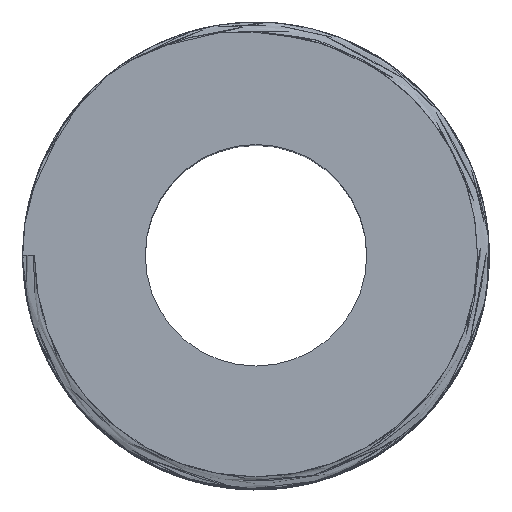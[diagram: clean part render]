
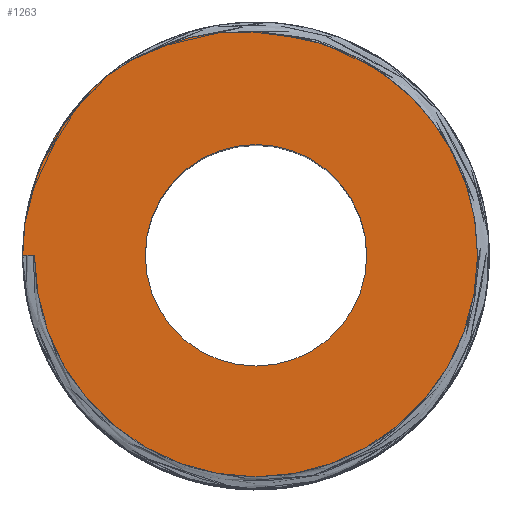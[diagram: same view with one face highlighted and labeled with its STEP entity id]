
A CAD part, top view. The second image highlights one B-rep face of the part: STEP entity #1263.
In plain terms, the highlighted planar face has unit normal (0, 0, 1).
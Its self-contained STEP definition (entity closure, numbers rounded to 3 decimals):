
#5 = CARTESIAN_POINT ( 'NONE',  ( -8.424, 0., 30. ) ) ;
#87 = PLANE ( 'NONE',  #4744 ) ;
#124 = VERTEX_POINT ( 'NONE', #3586 ) ;
#245 = CARTESIAN_POINT ( 'NONE',  ( -4.444, 7.098, 30. ) ) ;
#271 = CARTESIAN_POINT ( 'NONE',  ( 0.5, 8.041, 30. ) ) ;
#297 = CARTESIAN_POINT ( 'NONE',  ( -1.757, 7.989, 30. ) ) ;
#481 = CIRCLE ( 'NONE', #2272, 4. ) ;
#553 = EDGE_CURVE ( 'NONE', #2680, #3821, #481, .T. ) ;
#670 = DIRECTION ( 'NONE',  ( 1., 0., 0. ) ) ;
#690 = CARTESIAN_POINT ( 'NONE',  ( -2.041, 7.94, 30. ) ) ;
#745 = CARTESIAN_POINT ( 'NONE',  ( -8.21, 0., 30. ) ) ;
#928 = AXIS2_PLACEMENT_3D ( 'NONE', #2489, #1779, #2074 ) ;
#1011 = DIRECTION ( 'NONE',  ( 1., 0., 0. ) ) ;
#1027 = CARTESIAN_POINT ( 'NONE',  ( -0.91, 8.076, 30. ) ) ;
#1045 = EDGE_CURVE ( 'NONE', #2852, #1246, #2004, .T. ) ;
#1150 = ORIENTED_EDGE ( 'NONE', *, *, #2499, .F. ) ;
#1246 = VERTEX_POINT ( 'NONE', #4539 ) ;
#1263 = ADVANCED_FACE ( 'NONE', ( #3060, #3830 ), #87, .T. ) ;
#1265 = CARTESIAN_POINT ( 'NONE',  ( 0., 0., 30. ) ) ;
#1271 = ORIENTED_EDGE ( 'NONE', *, *, #3915, .T. ) ;
#1392 = CARTESIAN_POINT ( 'NONE',  ( 8., 0., 30. ) ) ;
#1488 = DIRECTION ( 'NONE',  ( 1., 0., 0. ) ) ;
#1565 = DIRECTION ( 'NONE',  ( 0., 0., 1. ) ) ;
#1651 = CARTESIAN_POINT ( 'NONE',  ( -8., 0., 30. ) ) ;
#1681 = EDGE_CURVE ( 'NONE', #2852, #2114, #4076, .T. ) ;
#1694 = EDGE_CURVE ( 'NONE', #3573, #124, #2032, .T. ) ;
#1746 = CARTESIAN_POINT ( 'NONE',  ( 1.062, 7.929, 30. ) ) ;
#1779 = DIRECTION ( 'NONE',  ( 0., 0., 1. ) ) ;
#1799 = CARTESIAN_POINT ( 'NONE',  ( -5.403, 6.463, 30. ) ) ;
#1913 = CARTESIAN_POINT ( 'NONE',  ( 4., 0., 30. ) ) ;
#2004 = B_SPLINE_CURVE_WITH_KNOTS ( 'NONE', 3,
 ( #5, #2277, #2584, #3739, #2947, #4065, #2988, #3758 ),
 .UNSPECIFIED., .F., .F.,
 ( 4, 2, 2, 4 ),
 ( 0., 0.004, 0.006, 0.007 ),
 .UNSPECIFIED. ) ;
#2032 = CIRCLE ( 'NONE', #3669, 8. ) ;
#2074 = DIRECTION ( 'NONE',  ( 1., 0., 0. ) ) ;
#2110 = CARTESIAN_POINT ( 'NONE',  ( -3.411, 7.57, 30. ) ) ;
#2114 = VERTEX_POINT ( 'NONE', #1651 ) ;
#2118 = DIRECTION ( 'NONE',  ( 0., 0., 1. ) ) ;
#2166 = ORIENTED_EDGE ( 'NONE', *, *, #3683, .F. ) ;
#2272 = AXIS2_PLACEMENT_3D ( 'NONE', #1265, #3479, #2754 ) ;
#2277 = CARTESIAN_POINT ( 'NONE',  ( -8.424, 1.234, 30. ) ) ;
#2402 = AXIS2_PLACEMENT_3D ( 'NONE', #4136, #2660, #1488 ) ;
#2489 = CARTESIAN_POINT ( 'NONE',  ( 0., 0., 30. ) ) ;
#2499 = EDGE_CURVE ( 'NONE', #1246, #124, #4739, .T. ) ;
#2584 = CARTESIAN_POINT ( 'NONE',  ( -8.15, 2.462, 30. ) ) ;
#2660 = DIRECTION ( 'NONE',  ( 0., 0., 1. ) ) ;
#2680 = VERTEX_POINT ( 'NONE', #1913 ) ;
#2683 = ORIENTED_EDGE ( 'NONE', *, *, #1681, .T. ) ;
#2732 = EDGE_LOOP ( 'NONE', ( #2683, #1271, #3870, #1150, #4553 ) ) ;
#2754 = DIRECTION ( 'NONE',  ( 1., 0., 0. ) ) ;
#2852 = VERTEX_POINT ( 'NONE', #3835 ) ;
#2947 = CARTESIAN_POINT ( 'NONE',  ( -7.049, 4.654, 30. ) ) ;
#2988 = CARTESIAN_POINT ( 'NONE',  ( -5.877, 6.067, 30. ) ) ;
#3060 = FACE_OUTER_BOUND ( 'NONE', #2732, .T. ) ;
#3262 = CIRCLE ( 'NONE', #928, 4. ) ;
#3318 = CARTESIAN_POINT ( 'NONE',  ( -0.064, 8.089, 30. ) ) ;
#3479 = DIRECTION ( 'NONE',  ( 0., 0., 1. ) ) ;
#3573 = VERTEX_POINT ( 'NONE', #1392 ) ;
#3586 = CARTESIAN_POINT ( 'NONE',  ( 1.062, 7.929, 30. ) ) ;
#3602 = CARTESIAN_POINT ( 'NONE',  ( -1.192, 8.057, 30. ) ) ;
#3639 = EDGE_LOOP ( 'NONE', ( #4549, #2166 ) ) ;
#3669 = AXIS2_PLACEMENT_3D ( 'NONE', #3899, #2118, #1011 ) ;
#3683 = EDGE_CURVE ( 'NONE', #3821, #2680, #3262, .T. ) ;
#3724 = CIRCLE ( 'NONE', #2402, 8. ) ;
#3739 = CARTESIAN_POINT ( 'NONE',  ( -7.366, 4.134, 30. ) ) ;
#3758 = CARTESIAN_POINT ( 'NONE',  ( -5.403, 6.463, 30. ) ) ;
#3821 = VERTEX_POINT ( 'NONE', #4292 ) ;
#3830 = FACE_BOUND ( 'NONE', #3639, .T. ) ;
#3835 = CARTESIAN_POINT ( 'NONE',  ( -8.424, 0., 30. ) ) ;
#3870 = ORIENTED_EDGE ( 'NONE', *, *, #1694, .T. ) ;
#3899 = CARTESIAN_POINT ( 'NONE',  ( 0., 0., 30. ) ) ;
#3915 = EDGE_CURVE ( 'NONE', #2114, #3573, #3724, .T. ) ;
#3968 = CARTESIAN_POINT ( 'NONE',  ( -4.942, 6.805, 30. ) ) ;
#4065 = CARTESIAN_POINT ( 'NONE',  ( -6.306, 5.619, 30. ) ) ;
#4076 = LINE ( 'NONE', #745, #4133 ) ;
#4133 = VECTOR ( 'NONE', #670, 1000. ) ;
#4136 = CARTESIAN_POINT ( 'NONE',  ( 0., 0., 30. ) ) ;
#4178 = DIRECTION ( 'NONE',  ( 1., 0., 0. ) ) ;
#4292 = CARTESIAN_POINT ( 'NONE',  ( -4., 0., 30. ) ) ;
#4361 = CARTESIAN_POINT ( 'NONE',  ( -2.875, 7.751, 30. ) ) ;
#4539 = CARTESIAN_POINT ( 'NONE',  ( -5.403, 6.463, 30. ) ) ;
#4549 = ORIENTED_EDGE ( 'NONE', *, *, #553, .F. ) ;
#4553 = ORIENTED_EDGE ( 'NONE', *, *, #1045, .F. ) ;
#4562 = CARTESIAN_POINT ( 'NONE',  ( 0., 0., 30. ) ) ;
#4739 = B_SPLINE_CURVE_WITH_KNOTS ( 'NONE', 3,
 ( #1799, #3968, #245, #2110, #4361, #690, #297, #3602, #1027, #3318, #271, #1746 ),
 .UNSPECIFIED., .F., .F.,
 ( 4, 2, 2, 2, 2, 4 ),
 ( 0., 0.002, 0.003, 0.004, 0.005, 0.007 ),
 .UNSPECIFIED. ) ;
#4744 = AXIS2_PLACEMENT_3D ( 'NONE', #4562, #1565, #4178 ) ;
